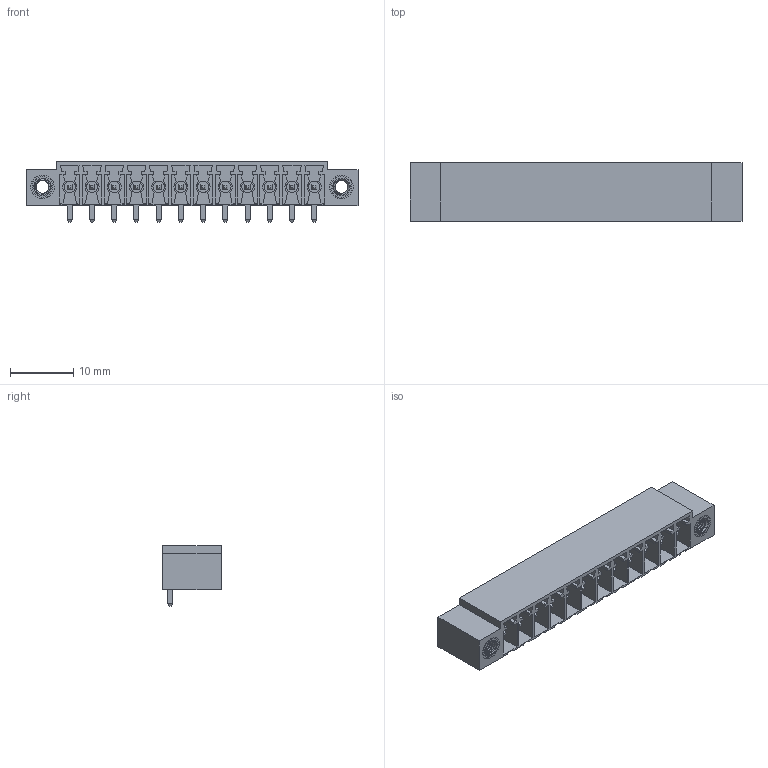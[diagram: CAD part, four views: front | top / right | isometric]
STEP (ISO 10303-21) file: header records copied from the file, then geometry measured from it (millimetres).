
FILE_DESCRIPTION(/* description */ ('Unknown'),/* implementation_level */ '2;1');
FILE_NAME(/* name */ '691701140012B',/* time_stamp */ '2023-12-14T16:27:06+01:00',/* author */ ('Unknown'),/* organization */ ('Unknown'),/* preprocessor_version */ 'ST-DEVELOPER v18.102',/* originating_system */ 'Solid Edge',/* authorisation */ 'Unknown');
FILE_SCHEMA (('AP203_CONFIGURATION_CONTROLLED_3D_DESIGN_OF_MECHANICAL_PARTS_AND_ASSEMBLIES_MIM_LF { 1 0 10303 203 3 1 4 }','AUTOMOTIVE_DESIGN {1 0 10303 214 3 1 1}'));
Length unit declared in the file: millimetre
Products named in the file (4): 6917011400xxB; 691701140012B; 6917011400xxB_PIN; 6917011400xxB_Flange
Assembly tree (15 placements, depth 2):
  6917011400xxB
    691701140012B
    6917011400xxB_PIN  x12
    6917011400xxB_Flange  x2
Bounding box: 52.3 x 9.21 x 9.61 mm (x, y, z)
Volume: 1704.6 mm3; surface area: 4890.6 mm2
Topology: 15 solids, 15 shells, 1086 faces, 3072 edges, 2004 vertices
Faces by surface type: plane 926, cylinder 150, bspline 6, cone 4
Full cylindrical faces by diameter (mm): 1.25 x12, 1.8 x12, 2.8 x2
Entity records: 28183 total; most frequent: CARTESIAN_POINT 6945, ORIENTED_EDGE 4546, DIRECTION 4102, EDGE_CURVE 2273, LINE 2018, VECTOR 2018, VERTEX_POINT 1510, AXIS2_PLACEMENT_3D 1042
